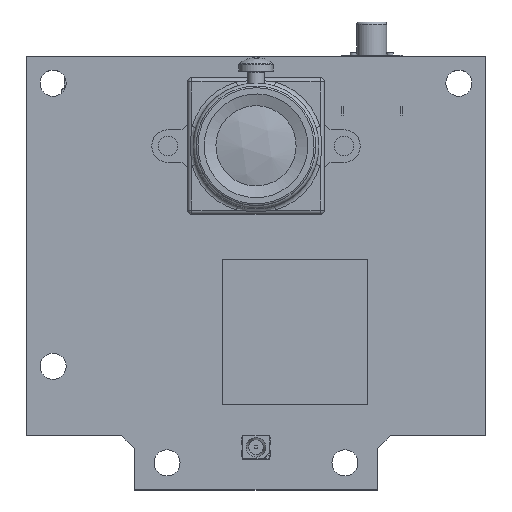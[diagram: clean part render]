
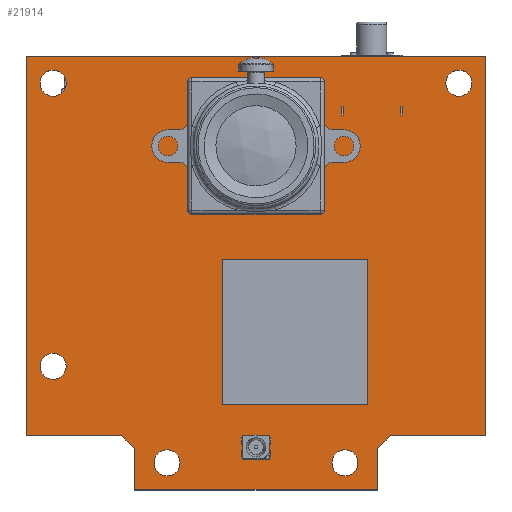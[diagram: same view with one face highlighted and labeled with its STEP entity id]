
A CAD part, top view. The second image highlights one B-rep face of the part: STEP entity #21914.
In plain terms, the highlighted planar face has unit normal (0, 0, 1).
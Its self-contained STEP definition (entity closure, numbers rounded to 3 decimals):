
#317=FACE_BOUND('',#2904,.T.);
#318=FACE_BOUND('',#2905,.T.);
#319=FACE_BOUND('',#2906,.T.);
#320=FACE_BOUND('',#2907,.T.);
#321=FACE_BOUND('',#2908,.T.);
#322=FACE_BOUND('',#2909,.T.);
#418=PLANE('',#23295);
#1672=FACE_OUTER_BOUND('',#2903,.T.);
#2903=EDGE_LOOP('',(#15205,#15206,#15207,#15208,#15209,#15210,#15211,#15212,
#15213,#15214));
#2904=EDGE_LOOP('',(#15215,#15216));
#2905=EDGE_LOOP('',(#15217,#15218));
#2906=EDGE_LOOP('',(#15219,#15220,#15221,#15222));
#2907=EDGE_LOOP('',(#15223,#15224));
#2908=EDGE_LOOP('',(#15225,#15226));
#2909=EDGE_LOOP('',(#15227,#15228));
#4235=LINE('',#31535,#6717);
#4236=LINE('',#31537,#6718);
#4237=LINE('',#31539,#6719);
#4238=LINE('',#31541,#6720);
#4239=LINE('',#31543,#6721);
#4240=LINE('',#31545,#6722);
#4241=LINE('',#31547,#6723);
#4242=LINE('',#31549,#6724);
#4243=LINE('',#31551,#6725);
#4244=LINE('',#31552,#6726);
#4245=LINE('',#31555,#6727);
#4246=LINE('',#31557,#6728);
#4247=LINE('',#31559,#6729);
#4248=LINE('',#31560,#6730);
#6717=VECTOR('',#25239,1000.);
#6718=VECTOR('',#25240,1000.);
#6719=VECTOR('',#25241,1000.);
#6720=VECTOR('',#25242,1000.);
#6721=VECTOR('',#25243,1000.);
#6722=VECTOR('',#25244,1000.);
#6723=VECTOR('',#25245,1000.);
#6724=VECTOR('',#25246,1000.);
#6725=VECTOR('',#25247,1000.);
#6726=VECTOR('',#25248,1000.);
#6727=VECTOR('',#25249,1000.);
#6728=VECTOR('',#25250,1000.);
#6729=VECTOR('',#25251,1000.);
#6730=VECTOR('',#25252,1000.);
#9194=CIRCLE('',#23271,1.524);
#9197=CIRCLE('',#23274,1.524);
#9198=CIRCLE('',#23276,1.524);
#9201=CIRCLE('',#23279,1.524);
#9202=CIRCLE('',#23281,1.524);
#9205=CIRCLE('',#23284,1.524);
#9206=CIRCLE('',#23286,1.524);
#9209=CIRCLE('',#23289,1.524);
#9210=CIRCLE('',#23291,1.524);
#9213=CIRCLE('',#23294,1.524);
#9841=VERTEX_POINT('',#31483);
#9842=VERTEX_POINT('',#31484);
#9845=VERTEX_POINT('',#31493);
#9846=VERTEX_POINT('',#31494);
#9849=VERTEX_POINT('',#31503);
#9850=VERTEX_POINT('',#31504);
#9853=VERTEX_POINT('',#31513);
#9854=VERTEX_POINT('',#31514);
#9857=VERTEX_POINT('',#31523);
#9858=VERTEX_POINT('',#31524);
#9861=VERTEX_POINT('',#31533);
#9862=VERTEX_POINT('',#31534);
#9863=VERTEX_POINT('',#31536);
#9864=VERTEX_POINT('',#31538);
#9865=VERTEX_POINT('',#31540);
#9866=VERTEX_POINT('',#31542);
#9867=VERTEX_POINT('',#31544);
#9868=VERTEX_POINT('',#31546);
#9869=VERTEX_POINT('',#31548);
#9870=VERTEX_POINT('',#31550);
#9871=VERTEX_POINT('',#31553);
#9872=VERTEX_POINT('',#31554);
#9873=VERTEX_POINT('',#31556);
#9874=VERTEX_POINT('',#31558);
#11931=EDGE_CURVE('',#9841,#9842,#9194,.T.);
#11935=EDGE_CURVE('',#9842,#9841,#9197,.T.);
#11936=EDGE_CURVE('',#9845,#9846,#9198,.T.);
#11940=EDGE_CURVE('',#9846,#9845,#9201,.T.);
#11941=EDGE_CURVE('',#9849,#9850,#9202,.T.);
#11945=EDGE_CURVE('',#9850,#9849,#9205,.T.);
#11946=EDGE_CURVE('',#9853,#9854,#9206,.T.);
#11950=EDGE_CURVE('',#9854,#9853,#9209,.T.);
#11951=EDGE_CURVE('',#9857,#9858,#9210,.T.);
#11955=EDGE_CURVE('',#9858,#9857,#9213,.T.);
#11956=EDGE_CURVE('',#9861,#9862,#4235,.T.);
#11957=EDGE_CURVE('',#9862,#9863,#4236,.T.);
#11958=EDGE_CURVE('',#9863,#9864,#4237,.T.);
#11959=EDGE_CURVE('',#9864,#9865,#4238,.T.);
#11960=EDGE_CURVE('',#9865,#9866,#4239,.T.);
#11961=EDGE_CURVE('',#9866,#9867,#4240,.T.);
#11962=EDGE_CURVE('',#9867,#9868,#4241,.T.);
#11963=EDGE_CURVE('',#9868,#9869,#4242,.T.);
#11964=EDGE_CURVE('',#9869,#9870,#4243,.T.);
#11965=EDGE_CURVE('',#9870,#9861,#4244,.T.);
#11966=EDGE_CURVE('',#9871,#9872,#4245,.T.);
#11967=EDGE_CURVE('',#9873,#9871,#4246,.T.);
#11968=EDGE_CURVE('',#9874,#9873,#4247,.T.);
#11969=EDGE_CURVE('',#9872,#9874,#4248,.T.);
#15205=ORIENTED_EDGE('',*,*,#11956,.T.);
#15206=ORIENTED_EDGE('',*,*,#11957,.T.);
#15207=ORIENTED_EDGE('',*,*,#11958,.T.);
#15208=ORIENTED_EDGE('',*,*,#11959,.T.);
#15209=ORIENTED_EDGE('',*,*,#11960,.T.);
#15210=ORIENTED_EDGE('',*,*,#11961,.T.);
#15211=ORIENTED_EDGE('',*,*,#11962,.T.);
#15212=ORIENTED_EDGE('',*,*,#11963,.T.);
#15213=ORIENTED_EDGE('',*,*,#11964,.T.);
#15214=ORIENTED_EDGE('',*,*,#11965,.T.);
#15215=ORIENTED_EDGE('',*,*,#11946,.F.);
#15216=ORIENTED_EDGE('',*,*,#11950,.F.);
#15217=ORIENTED_EDGE('',*,*,#11936,.F.);
#15218=ORIENTED_EDGE('',*,*,#11940,.F.);
#15219=ORIENTED_EDGE('',*,*,#11966,.F.);
#15220=ORIENTED_EDGE('',*,*,#11967,.F.);
#15221=ORIENTED_EDGE('',*,*,#11968,.F.);
#15222=ORIENTED_EDGE('',*,*,#11969,.F.);
#15223=ORIENTED_EDGE('',*,*,#11931,.F.);
#15224=ORIENTED_EDGE('',*,*,#11935,.F.);
#15225=ORIENTED_EDGE('',*,*,#11941,.F.);
#15226=ORIENTED_EDGE('',*,*,#11945,.F.);
#15227=ORIENTED_EDGE('',*,*,#11951,.F.);
#15228=ORIENTED_EDGE('',*,*,#11955,.F.);
#21914=ADVANCED_FACE('',(#1672,#317,#318,#319,#320,#321,#322),#418,.T.);
#23271=AXIS2_PLACEMENT_3D('',#31485,#25184,#25185);
#23274=AXIS2_PLACEMENT_3D('',#31491,#25191,#25192);
#23276=AXIS2_PLACEMENT_3D('',#31495,#25195,#25196);
#23279=AXIS2_PLACEMENT_3D('',#31501,#25202,#25203);
#23281=AXIS2_PLACEMENT_3D('',#31505,#25206,#25207);
#23284=AXIS2_PLACEMENT_3D('',#31511,#25213,#25214);
#23286=AXIS2_PLACEMENT_3D('',#31515,#25217,#25218);
#23289=AXIS2_PLACEMENT_3D('',#31521,#25224,#25225);
#23291=AXIS2_PLACEMENT_3D('',#31525,#25228,#25229);
#23294=AXIS2_PLACEMENT_3D('',#31531,#25235,#25236);
#23295=AXIS2_PLACEMENT_3D('',#31532,#25237,#25238);
#25184=DIRECTION('center_axis',(0.,0.,1.));
#25185=DIRECTION('ref_axis',(1.,0.,0.));
#25191=DIRECTION('center_axis',(0.,0.,1.));
#25192=DIRECTION('ref_axis',(1.,0.,0.));
#25195=DIRECTION('center_axis',(0.,0.,1.));
#25196=DIRECTION('ref_axis',(1.,0.,0.));
#25202=DIRECTION('center_axis',(0.,0.,1.));
#25203=DIRECTION('ref_axis',(1.,0.,0.));
#25206=DIRECTION('center_axis',(0.,0.,1.));
#25207=DIRECTION('ref_axis',(1.,0.,0.));
#25213=DIRECTION('center_axis',(0.,0.,1.));
#25214=DIRECTION('ref_axis',(1.,0.,0.));
#25217=DIRECTION('center_axis',(0.,0.,1.));
#25218=DIRECTION('ref_axis',(1.,0.,0.));
#25224=DIRECTION('center_axis',(0.,0.,1.));
#25225=DIRECTION('ref_axis',(1.,0.,0.));
#25228=DIRECTION('center_axis',(0.,0.,1.));
#25229=DIRECTION('ref_axis',(1.,0.,0.));
#25235=DIRECTION('center_axis',(0.,0.,1.));
#25236=DIRECTION('ref_axis',(1.,0.,0.));
#25237=DIRECTION('center_axis',(0.,0.,1.));
#25238=DIRECTION('ref_axis',(1.,0.,0.));
#25239=DIRECTION('',(0.,1.,0.));
#25240=DIRECTION('',(0.707,0.707,0.));
#25241=DIRECTION('',(1.,0.,0.));
#25242=DIRECTION('',(0.,1.,0.));
#25243=DIRECTION('',(-1.,0.,0.));
#25244=DIRECTION('',(0.,-1.,0.));
#25245=DIRECTION('',(1.,0.,0.));
#25246=DIRECTION('',(0.707,-0.707,0.));
#25247=DIRECTION('',(0.,-1.,0.));
#25248=DIRECTION('',(1.,0.,0.));
#25249=DIRECTION('',(1.,0.,0.));
#25250=DIRECTION('',(0.,-1.,0.));
#25251=DIRECTION('',(-1.,0.,0.));
#25252=DIRECTION('',(0.,1.,0.));
#31483=CARTESIAN_POINT('',(-25.273,7.365,1.6));
#31484=CARTESIAN_POINT('',(-22.225,7.365,1.6));
#31485=CARTESIAN_POINT('Origin',(-23.749,7.365,1.6));
#31491=CARTESIAN_POINT('Origin',(-23.749,7.365,1.6));
#31493=CARTESIAN_POINT('',(-25.273,-25.782,1.6));
#31494=CARTESIAN_POINT('',(-22.225,-25.782,1.6));
#31495=CARTESIAN_POINT('Origin',(-23.749,-25.782,1.6));
#31501=CARTESIAN_POINT('Origin',(-23.749,-25.782,1.6));
#31503=CARTESIAN_POINT('',(-11.938,-37.085,1.6));
#31504=CARTESIAN_POINT('',(-8.89,-37.085,1.6));
#31505=CARTESIAN_POINT('Origin',(-10.414,-37.085,1.6));
#31511=CARTESIAN_POINT('Origin',(-10.414,-37.085,1.6));
#31513=CARTESIAN_POINT('',(8.89,-37.085,1.6));
#31514=CARTESIAN_POINT('',(11.938,-37.085,1.6));
#31515=CARTESIAN_POINT('Origin',(10.414,-37.085,1.6));
#31521=CARTESIAN_POINT('Origin',(10.414,-37.085,1.6));
#31523=CARTESIAN_POINT('',(22.225,7.365,1.6));
#31524=CARTESIAN_POINT('',(25.273,7.365,1.6));
#31525=CARTESIAN_POINT('Origin',(23.749,7.365,1.6));
#31531=CARTESIAN_POINT('Origin',(23.749,7.365,1.6));
#31532=CARTESIAN_POINT('Origin',(0.,0.,1.6));
#31533=CARTESIAN_POINT('',(14.224,-40.26,1.6));
#31534=CARTESIAN_POINT('',(14.224,-35.41,1.6));
#31535=CARTESIAN_POINT('',(14.224,-40.26,1.6));
#31536=CARTESIAN_POINT('',(15.724,-33.91,1.6));
#31537=CARTESIAN_POINT('',(14.224,-35.41,1.6));
#31538=CARTESIAN_POINT('',(26.924,-33.91,1.6));
#31539=CARTESIAN_POINT('',(15.724,-33.91,1.6));
#31540=CARTESIAN_POINT('',(26.924,10.54,1.6));
#31541=CARTESIAN_POINT('',(26.924,-33.91,1.6));
#31542=CARTESIAN_POINT('',(-26.924,10.54,1.6));
#31543=CARTESIAN_POINT('',(26.924,10.54,1.6));
#31544=CARTESIAN_POINT('',(-26.924,-33.91,1.6));
#31545=CARTESIAN_POINT('',(-26.924,10.54,1.6));
#31546=CARTESIAN_POINT('',(-15.724,-33.91,1.6));
#31547=CARTESIAN_POINT('',(-26.924,-33.91,1.6));
#31548=CARTESIAN_POINT('',(-14.224,-35.41,1.6));
#31549=CARTESIAN_POINT('',(-15.724,-33.91,1.6));
#31550=CARTESIAN_POINT('',(-14.224,-40.26,1.6));
#31551=CARTESIAN_POINT('',(-14.224,-35.41,1.6));
#31552=CARTESIAN_POINT('',(-14.224,-40.26,1.6));
#31553=CARTESIAN_POINT('',(-3.924,-30.26,1.6));
#31554=CARTESIAN_POINT('',(13.076,-30.26,1.6));
#31555=CARTESIAN_POINT('',(-3.924,-30.26,1.6));
#31556=CARTESIAN_POINT('',(-3.924,-13.26,1.6));
#31557=CARTESIAN_POINT('',(-3.924,-13.26,1.6));
#31558=CARTESIAN_POINT('',(13.076,-13.26,1.6));
#31559=CARTESIAN_POINT('',(-3.924,-13.26,1.6));
#31560=CARTESIAN_POINT('',(13.076,-13.26,1.6));
